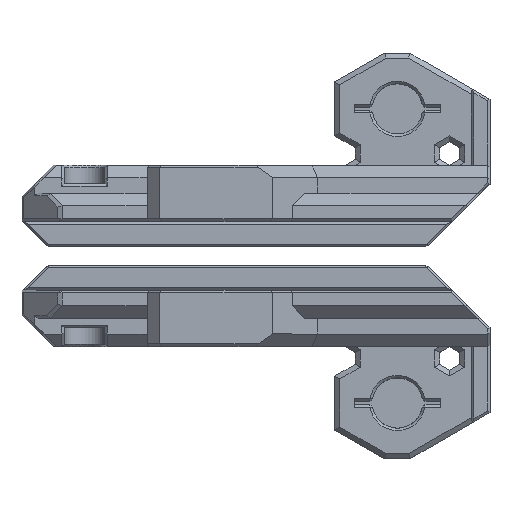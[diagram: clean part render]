
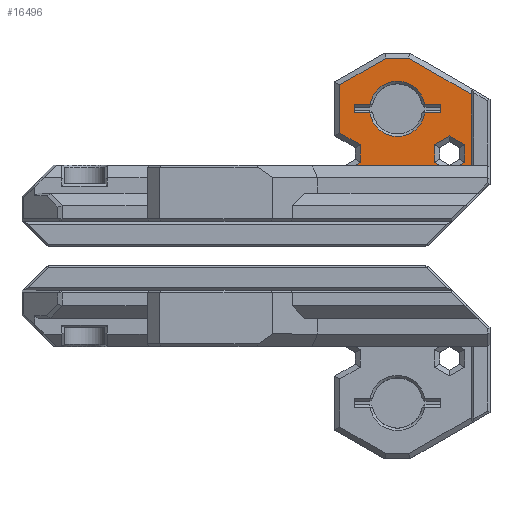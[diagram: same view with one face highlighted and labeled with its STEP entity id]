
A CAD part, top view. The second image highlights one B-rep face of the part: STEP entity #16496.
In plain terms, the highlighted planar face has unit normal (0, 0, 1).
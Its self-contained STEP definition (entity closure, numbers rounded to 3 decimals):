
#17=FACE_BOUND('',#1871,.T.);
#82=CIRCLE('',#17221,4.415);
#87=CIRCLE('',#17232,4.415);
#266=PLANE('',#17241);
#928=FACE_OUTER_BOUND('',#1870,.T.);
#1870=EDGE_LOOP('',(#12006,#12007,#12008,#12009,#12010,#12011,#12012,#12013,
#12014,#12015,#12016,#12017,#12018,#12019,#12020,#12021));
#1871=EDGE_LOOP('',(#12022,#12023,#12024,#12025,#12026,#12027,#12028,#12029));
#2877=LINE('',#25777,#4428);
#2881=LINE('',#25787,#4432);
#2894=LINE('',#25833,#4445);
#2898=LINE('',#25840,#4449);
#2904=LINE('',#25854,#4455);
#2906=LINE('',#25859,#4457);
#2907=LINE('',#25861,#4458);
#2908=LINE('',#25863,#4459);
#2909=LINE('',#25865,#4460);
#2910=LINE('',#25867,#4461);
#2911=LINE('',#25869,#4462);
#2912=LINE('',#25871,#4463);
#2913=LINE('',#25873,#4464);
#2914=LINE('',#25875,#4465);
#2915=LINE('',#25877,#4466);
#2916=LINE('',#25879,#4467);
#2917=LINE('',#25881,#4468);
#2918=LINE('',#25883,#4469);
#2919=LINE('',#25885,#4470);
#2920=LINE('',#25887,#4471);
#2921=LINE('',#25888,#4472);
#2922=LINE('',#25889,#4473);
#4428=VECTOR('',#18156,10.);
#4432=VECTOR('',#18168,10.);
#4445=VECTOR('',#18205,10.);
#4449=VECTOR('',#18211,10.);
#4455=VECTOR('',#18227,10.);
#4457=VECTOR('',#18231,10.);
#4458=VECTOR('',#18232,10.);
#4459=VECTOR('',#18233,10.);
#4460=VECTOR('',#18234,10.);
#4461=VECTOR('',#18235,10.);
#4462=VECTOR('',#18236,10.);
#4463=VECTOR('',#18237,10.);
#4464=VECTOR('',#18238,10.);
#4465=VECTOR('',#18239,10.);
#4466=VECTOR('',#18240,10.);
#4467=VECTOR('',#18241,10.);
#4468=VECTOR('',#18242,10.);
#4469=VECTOR('',#18243,10.);
#4470=VECTOR('',#18244,10.);
#4471=VECTOR('',#18245,10.);
#4472=VECTOR('',#18246,10.);
#4473=VECTOR('',#18247,10.);
#7046=VERTEX_POINT('',#25745);
#7051=VERTEX_POINT('',#25760);
#7056=VERTEX_POINT('',#25775);
#7057=VERTEX_POINT('',#25783);
#7066=VERTEX_POINT('',#25806);
#7067=VERTEX_POINT('',#25812);
#7073=VERTEX_POINT('',#25831);
#7074=VERTEX_POINT('',#25836);
#7079=VERTEX_POINT('',#25857);
#7080=VERTEX_POINT('',#25858);
#7081=VERTEX_POINT('',#25860);
#7082=VERTEX_POINT('',#25862);
#7083=VERTEX_POINT('',#25864);
#7084=VERTEX_POINT('',#25866);
#7085=VERTEX_POINT('',#25868);
#7086=VERTEX_POINT('',#25870);
#7087=VERTEX_POINT('',#25872);
#7088=VERTEX_POINT('',#25874);
#7089=VERTEX_POINT('',#25876);
#7090=VERTEX_POINT('',#25878);
#7091=VERTEX_POINT('',#25880);
#7092=VERTEX_POINT('',#25882);
#7093=VERTEX_POINT('',#25884);
#7094=VERTEX_POINT('',#25886);
#8918=EDGE_CURVE('',#7056,#7051,#2877,.T.);
#8921=EDGE_CURVE('',#7051,#7046,#82,.T.);
#8924=EDGE_CURVE('',#7046,#7057,#2881,.T.);
#8939=EDGE_CURVE('',#7067,#7066,#87,.T.);
#8944=EDGE_CURVE('',#7073,#7067,#2894,.T.);
#8948=EDGE_CURVE('',#7066,#7074,#2898,.T.);
#8955=EDGE_CURVE('',#7073,#7057,#2904,.T.);
#8957=EDGE_CURVE('',#7079,#7080,#2906,.T.);
#8958=EDGE_CURVE('',#7081,#7079,#2907,.T.);
#8959=EDGE_CURVE('',#7082,#7081,#2908,.T.);
#8960=EDGE_CURVE('',#7083,#7082,#2909,.T.);
#8961=EDGE_CURVE('',#7084,#7083,#2910,.T.);
#8962=EDGE_CURVE('',#7085,#7084,#2911,.T.);
#8963=EDGE_CURVE('',#7086,#7085,#2912,.T.);
#8964=EDGE_CURVE('',#7087,#7086,#2913,.T.);
#8965=EDGE_CURVE('',#7088,#7087,#2914,.T.);
#8966=EDGE_CURVE('',#7089,#7088,#2915,.T.);
#8967=EDGE_CURVE('',#7090,#7089,#2916,.T.);
#8968=EDGE_CURVE('',#7091,#7090,#2917,.T.);
#8969=EDGE_CURVE('',#7092,#7091,#2918,.T.);
#8970=EDGE_CURVE('',#7093,#7092,#2919,.T.);
#8971=EDGE_CURVE('',#7094,#7093,#2920,.T.);
#8972=EDGE_CURVE('',#7080,#7094,#2921,.T.);
#8973=EDGE_CURVE('',#7056,#7074,#2922,.T.);
#12006=ORIENTED_EDGE('',*,*,#8957,.F.);
#12007=ORIENTED_EDGE('',*,*,#8958,.F.);
#12008=ORIENTED_EDGE('',*,*,#8959,.F.);
#12009=ORIENTED_EDGE('',*,*,#8960,.F.);
#12010=ORIENTED_EDGE('',*,*,#8961,.F.);
#12011=ORIENTED_EDGE('',*,*,#8962,.F.);
#12012=ORIENTED_EDGE('',*,*,#8963,.F.);
#12013=ORIENTED_EDGE('',*,*,#8964,.F.);
#12014=ORIENTED_EDGE('',*,*,#8965,.F.);
#12015=ORIENTED_EDGE('',*,*,#8966,.F.);
#12016=ORIENTED_EDGE('',*,*,#8967,.F.);
#12017=ORIENTED_EDGE('',*,*,#8968,.F.);
#12018=ORIENTED_EDGE('',*,*,#8969,.F.);
#12019=ORIENTED_EDGE('',*,*,#8970,.F.);
#12020=ORIENTED_EDGE('',*,*,#8971,.F.);
#12021=ORIENTED_EDGE('',*,*,#8972,.F.);
#12022=ORIENTED_EDGE('',*,*,#8973,.T.);
#12023=ORIENTED_EDGE('',*,*,#8948,.F.);
#12024=ORIENTED_EDGE('',*,*,#8939,.F.);
#12025=ORIENTED_EDGE('',*,*,#8944,.F.);
#12026=ORIENTED_EDGE('',*,*,#8955,.T.);
#12027=ORIENTED_EDGE('',*,*,#8924,.F.);
#12028=ORIENTED_EDGE('',*,*,#8921,.F.);
#12029=ORIENTED_EDGE('',*,*,#8918,.F.);
#16496=ADVANCED_FACE('',(#928,#17),#266,.T.);
#17221=AXIS2_PLACEMENT_3D('',#25781,#18162,#18163);
#17232=AXIS2_PLACEMENT_3D('',#25822,#18195,#18196);
#17241=AXIS2_PLACEMENT_3D('',#25856,#18229,#18230);
#18156=DIRECTION('',(-1.,0.,0.));
#18162=DIRECTION('center_axis',(0.,0.,1.));
#18163=DIRECTION('ref_axis',(0.,1.,0.));
#18168=DIRECTION('',(-1.,0.,0.));
#18195=DIRECTION('center_axis',(0.,0.,1.));
#18196=DIRECTION('ref_axis',(0.,-1.,0.));
#18205=DIRECTION('',(1.,0.,0.));
#18211=DIRECTION('',(1.,0.,0.));
#18227=DIRECTION('',(0.,1.,0.));
#18229=DIRECTION('center_axis',(0.,0.,1.));
#18230=DIRECTION('ref_axis',(0.,1.,0.));
#18231=DIRECTION('',(0.866,0.5,0.));
#18232=DIRECTION('',(0.,1.,0.));
#18233=DIRECTION('',(-0.866,0.5,0.));
#18234=DIRECTION('',(0.,1.,0.));
#18235=DIRECTION('',(0.866,0.5,0.));
#18236=DIRECTION('',(-1.,0.,0.));
#18237=DIRECTION('',(0.866,-0.5,0.));
#18238=DIRECTION('',(0.,-1.,0.));
#18239=DIRECTION('',(-0.866,-0.5,0.));
#18240=DIRECTION('',(-0.866,0.5,0.));
#18241=DIRECTION('',(0.,1.,0.));
#18242=DIRECTION('',(0.866,0.5,0.));
#18243=DIRECTION('',(-1.,0.,0.));
#18244=DIRECTION('',(0.,-1.,0.));
#18245=DIRECTION('',(0.866,-0.5,0.));
#18246=DIRECTION('',(1.,0.,0.));
#18247=DIRECTION('',(0.,-1.,0.));
#25745=CARTESIAN_POINT('',(35.433,26.65,7.));
#25760=CARTESIAN_POINT('',(44.167,26.65,7.));
#25775=CARTESIAN_POINT('',(46.728,26.65,7.));
#25777=CARTESIAN_POINT('',(37.753,26.65,7.));
#25781=CARTESIAN_POINT('Origin',(39.8,26.,7.));
#25783=CARTESIAN_POINT('',(32.872,26.65,7.));
#25787=CARTESIAN_POINT('',(37.753,26.65,7.));
#25806=CARTESIAN_POINT('',(44.167,25.35,7.));
#25812=CARTESIAN_POINT('',(35.433,25.35,7.));
#25822=CARTESIAN_POINT('Origin',(39.8,26.,7.));
#25831=CARTESIAN_POINT('',(32.872,25.35,7.));
#25833=CARTESIAN_POINT('',(42.747,25.35,7.));
#25836=CARTESIAN_POINT('',(46.728,25.35,7.));
#25840=CARTESIAN_POINT('',(42.747,25.35,7.));
#25854=CARTESIAN_POINT('',(32.872,26.375,7.));
#25856=CARTESIAN_POINT('Origin',(40.7,26.5,7.));
#25857=CARTESIAN_POINT('',(30.6,29.843,7.));
#25858=CARTESIAN_POINT('',(38.014,34.124,7.));
#25859=CARTESIAN_POINT('',(38.396,34.344,7.));
#25860=CARTESIAN_POINT('',(30.6,22.157,7.));
#25861=CARTESIAN_POINT('',(30.6,28.402,7.));
#25862=CARTESIAN_POINT('',(33.853,20.279,7.));
#25863=CARTESIAN_POINT('',(33.247,20.629,7.));
#25864=CARTESIAN_POINT('',(33.853,17.477,7.));
#25865=CARTESIAN_POINT('',(33.853,23.159,7.));
#25866=CARTESIAN_POINT('',(33.026,17.,7.));
#25867=CARTESIAN_POINT('',(38.174,19.972,7.));
#25868=CARTESIAN_POINT('',(46.574,17.,7.));
#25869=CARTESIAN_POINT('',(47.65,17.,7.));
#25870=CARTESIAN_POINT('',(45.747,17.477,7.));
#25871=CARTESIAN_POINT('',(42.914,19.113,7.));
#25872=CARTESIAN_POINT('',(45.747,20.279,7.));
#25873=CARTESIAN_POINT('',(45.747,22.22,7.));
#25874=CARTESIAN_POINT('',(48.174,21.68,7.));
#25875=CARTESIAN_POINT('',(45.401,20.079,7.));
#25876=CARTESIAN_POINT('',(50.6,20.279,7.));
#25877=CARTESIAN_POINT('',(44.527,23.785,7.));
#25878=CARTESIAN_POINT('',(50.6,17.477,7.));
#25879=CARTESIAN_POINT('',(50.6,23.159,7.));
#25880=CARTESIAN_POINT('',(49.774,17.,7.));
#25881=CARTESIAN_POINT('',(48.641,16.346,7.));
#25882=CARTESIAN_POINT('',(51.6,17.,7.));
#25883=CARTESIAN_POINT('',(47.65,17.,7.));
#25884=CARTESIAN_POINT('',(51.6,28.342,7.));
#25885=CARTESIAN_POINT('',(51.6,27.883,7.));
#25886=CARTESIAN_POINT('',(41.586,34.124,7.));
#25887=CARTESIAN_POINT('',(49.211,29.721,7.));
#25888=CARTESIAN_POINT('',(39.25,34.124,7.));
#25889=CARTESIAN_POINT('',(46.728,26.125,7.));
